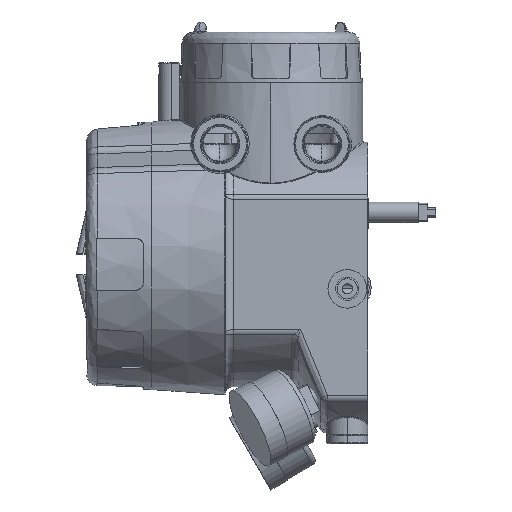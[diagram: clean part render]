
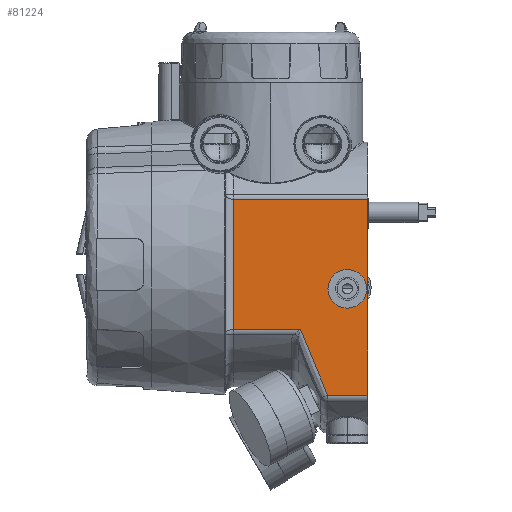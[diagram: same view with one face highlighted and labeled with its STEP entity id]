
A CAD part, left-side view. The second image highlights one B-rep face of the part: STEP entity #81224.
In plain terms, the highlighted planar face has unit normal (-1, 0, 0).
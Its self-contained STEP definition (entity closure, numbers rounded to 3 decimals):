
#4240 = AXIS2_PLACEMENT_3D ( 'NONE', #65958, #16040, #74354 ) ;
#4277 = EDGE_CURVE ( 'NONE', #98303, #102067, #75042, .T. ) ;
#4831 = ORIENTED_EDGE ( 'NONE', *, *, #15180, .T. ) ;
#7679 = CARTESIAN_POINT ( 'NONE',  ( -50., -24.68, -39.418 ) ) ;
#8022 = CARTESIAN_POINT ( 'NONE',  ( -50., -27.626, -46.891 ) ) ;
#8140 = CIRCLE ( 'NONE', #70615, 9.5 ) ;
#8563 = ORIENTED_EDGE ( 'NONE', *, *, #96063, .T. ) ;
#9022 = VERTEX_POINT ( 'NONE', #46703 ) ;
#15180 = EDGE_CURVE ( 'NONE', #70089, #29578, #63896, .T. ) ;
#16031 = CARTESIAN_POINT ( 'NONE',  ( -50., -24.858, -39.888 ) ) ;
#16040 = DIRECTION ( 'NONE',  ( 1., 0., 0. ) ) ;
#16095 = CARTESIAN_POINT ( 'NONE',  ( -50., -55., 60. ) ) ;
#16385 = CARTESIAN_POINT ( 'NONE',  ( -50., -27.72, -47.122 ) ) ;
#17102 = EDGE_LOOP ( 'NONE', ( #61754, #47577 ) ) ;
#17416 = VERTEX_POINT ( 'NONE', #57857 ) ;
#17735 = FACE_OUTER_BOUND ( 'NONE', #63365, .T. ) ;
#18357 = DIRECTION ( 'NONE',  ( 0., 0., 1. ) ) ;
#19407 = EDGE_CURVE ( 'NONE', #102067, #62889, #58364, .T. ) ;
#20466 = ORIENTED_EDGE ( 'NONE', *, *, #42019, .T. ) ;
#24356 = AXIS2_PLACEMENT_3D ( 'NONE', #93046, #68245, #18357 ) ;
#24466 = CARTESIAN_POINT ( 'NONE',  ( -50., -24.902, -40.006 ) ) ;
#24820 = CARTESIAN_POINT ( 'NONE',  ( -50., -27.743, -47.177 ) ) ;
#25128 = DIRECTION ( 'NONE',  ( 0., -1., 0. ) ) ;
#25630 = FACE_BOUND ( 'NONE', #17102, .T. ) ;
#27082 = EDGE_CURVE ( 'NONE', #42512, #9022, #99365, .T. ) ;
#28124 = VECTOR ( 'NONE', #73506, 1000. ) ;
#29578 = VERTEX_POINT ( 'NONE', #51656 ) ;
#30772 = LINE ( 'NONE', #48396, #28124 ) ;
#32853 = CARTESIAN_POINT ( 'NONE',  ( -50., -24.913, -40.034 ) ) ;
#32967 = CARTESIAN_POINT ( 'NONE',  ( -50., -44.998, -2.5 ) ) ;
#33195 = CARTESIAN_POINT ( 'NONE',  ( -50., -29.662, -51.884 ) ) ;
#40890 = CARTESIAN_POINT ( 'NONE',  ( -50., -22.03, -31.937 ) ) ;
#41235 = CARTESIAN_POINT ( 'NONE',  ( -50., -25.285, -41.013 ) ) ;
#41587 = CARTESIAN_POINT ( 'NONE',  ( -50., -35.309, -64.226 ) ) ;
#42019 = EDGE_CURVE ( 'NONE', #17416, #70089, #30772, .T. ) ;
#42512 = VERTEX_POINT ( 'NONE', #32967 ) ;
#43325 = CARTESIAN_POINT ( 'NONE',  ( -50., 11., -31.937 ) ) ;
#44228 = DIRECTION ( 'NONE',  ( 0., 1., 0. ) ) ;
#44324 = DIRECTION ( 'NONE',  ( 1., 0., 0. ) ) ;
#46216 = CARTESIAN_POINT ( 'NONE',  ( -50., -55., 31.937 ) ) ;
#46604 = CARTESIAN_POINT ( 'NONE',  ( -50., -55., 31.937 ) ) ;
#46703 = CARTESIAN_POINT ( 'NONE',  ( -50., -44.998, -21.5 ) ) ;
#47321 = CARTESIAN_POINT ( 'NONE',  ( -50., -35.309, -64.226 ) ) ;
#47577 = ORIENTED_EDGE ( 'NONE', *, *, #27082, .T. ) ;
#48396 = CARTESIAN_POINT ( 'NONE',  ( -50., 11., -64.267 ) ) ;
#49213 = VECTOR ( 'NONE', #54551, 1000. ) ;
#49232 = CARTESIAN_POINT ( 'NONE',  ( -50., -23.119, -35.161 ) ) ;
#49588 = CARTESIAN_POINT ( 'NONE',  ( -50., -26.787, -44.818 ) ) ;
#50573 = EDGE_CURVE ( 'NONE', #9022, #42512, #8140, .T. ) ;
#51602 = B_SPLINE_CURVE_WITH_KNOTS ( 'NONE', 3,
 ( #40890, #90749, #49232, #107474, #57585, #7679, #65947, #16031, #74345, #24466, #82735, #32853, #91097, #41235, #99455, #49588, #107832, #57942, #8022, #66306, #16385, #74698, #24820, #83078, #33195, #91446, #41587 ),
 .UNSPECIFIED., .F., .F.,
 ( 4, 1, 1, 1, 1, 1, 1, 1, 1, 2, 2, 1, 1, 1, 1, 1, 1, 1, 2, 2, 4 ),
 ( 0., 0.125, 0.187, 0.219, 0.234, 0.242, 0.246, 0.248, 0.249, 0.25, 0.25, 0.375, 0.437, 0.469, 0.484, 0.492, 0.496, 0.498, 0.499, 0.5, 1. ),
 .UNSPECIFIED. ) ;
#51656 = CARTESIAN_POINT ( 'NONE',  ( -50., -22.03, -31.937 ) ) ;
#52865 = VECTOR ( 'NONE', #91156, 1000. ) ;
#53141 = VECTOR ( 'NONE', #44228, 1000. ) ;
#54551 = DIRECTION ( 'NONE',  ( 0., 1., 0. ) ) ;
#56567 = ORIENTED_EDGE ( 'NONE', *, *, #4277, .F. ) ;
#57585 = CARTESIAN_POINT ( 'NONE',  ( -50., -24.446, -38.795 ) ) ;
#57857 = CARTESIAN_POINT ( 'NONE',  ( -50., 11., 31.937 ) ) ;
#57942 = CARTESIAN_POINT ( 'NONE',  ( -50., -27.502, -46.585 ) ) ;
#58364 = LINE ( 'NONE', #69293, #53141 ) ;
#61754 = ORIENTED_EDGE ( 'NONE', *, *, #50573, .T. ) ;
#62889 = VERTEX_POINT ( 'NONE', #47321 ) ;
#63365 = EDGE_LOOP ( 'NONE', ( #4831, #66548, #70716, #56567, #8563, #20466 ) ) ;
#63896 = LINE ( 'NONE', #66603, #105585 ) ;
#64224 = EDGE_CURVE ( 'NONE', #29578, #62889, #51602, .T. ) ;
#65947 = CARTESIAN_POINT ( 'NONE',  ( -50., -24.798, -39.731 ) ) ;
#65958 = CARTESIAN_POINT ( 'NONE',  ( -50., -44.998, -12. ) ) ;
#66306 = CARTESIAN_POINT ( 'NONE',  ( -50., -27.689, -47.044 ) ) ;
#66548 = ORIENTED_EDGE ( 'NONE', *, *, #64224, .T. ) ;
#66603 = CARTESIAN_POINT ( 'NONE',  ( -50., -55., -31.937 ) ) ;
#68245 = DIRECTION ( 'NONE',  ( -1., 0., 0. ) ) ;
#69293 = CARTESIAN_POINT ( 'NONE',  ( -50., -35.309, -64.226 ) ) ;
#70089 = VERTEX_POINT ( 'NONE', #43325 ) ;
#70615 = AXIS2_PLACEMENT_3D ( 'NONE', #94179, #44324, #102562 ) ;
#70716 = ORIENTED_EDGE ( 'NONE', *, *, #19407, .F. ) ;
#71312 = LINE ( 'NONE', #46216, #49213 ) ;
#73506 = DIRECTION ( 'NONE',  ( 0., 0., -1. ) ) ;
#74345 = CARTESIAN_POINT ( 'NONE',  ( -50., -24.887, -39.967 ) ) ;
#74354 = DIRECTION ( 'NONE',  ( 0., 0., -1. ) ) ;
#74698 = CARTESIAN_POINT ( 'NONE',  ( -50., -27.734, -47.155 ) ) ;
#75042 = LINE ( 'NONE', #16095, #52865 ) ;
#77137 = CARTESIAN_POINT ( 'NONE',  ( -50., -55., -64.226 ) ) ;
#81224 = ADVANCED_FACE ( 'NONE', ( #25630, #17735 ), #101424, .T. ) ;
#82735 = CARTESIAN_POINT ( 'NONE',  ( -50., -24.909, -40.023 ) ) ;
#83078 = CARTESIAN_POINT ( 'NONE',  ( -50., -27.748, -47.19 ) ) ;
#90749 = CARTESIAN_POINT ( 'NONE',  ( -50., -22.446, -33.2 ) ) ;
#91097 = CARTESIAN_POINT ( 'NONE',  ( -50., -24.916, -40.041 ) ) ;
#91156 = DIRECTION ( 'NONE',  ( 0., 0., -1. ) ) ;
#91446 = CARTESIAN_POINT ( 'NONE',  ( -50., -32.181, -57.56 ) ) ;
#93046 = CARTESIAN_POINT ( 'NONE',  ( -50., -55., -64.267 ) ) ;
#94179 = CARTESIAN_POINT ( 'NONE',  ( -50., -44.998, -12. ) ) ;
#96063 = EDGE_CURVE ( 'NONE', #98303, #17416, #71312, .T. ) ;
#98303 = VERTEX_POINT ( 'NONE', #46604 ) ;
#99365 = CIRCLE ( 'NONE', #4240, 9.5 ) ;
#99455 = CARTESIAN_POINT ( 'NONE',  ( -50., -25.915, -42.633 ) ) ;
#101424 = PLANE ( 'NONE',  #24356 ) ;
#102067 = VERTEX_POINT ( 'NONE', #77137 ) ;
#102562 = DIRECTION ( 'NONE',  ( 0., 0., -1. ) ) ;
#105585 = VECTOR ( 'NONE', #25128, 1000. ) ;
#107474 = CARTESIAN_POINT ( 'NONE',  ( -50., -23.99, -37.565 ) ) ;
#107832 = CARTESIAN_POINT ( 'NONE',  ( -50., -27.258, -45.984 ) ) ;
